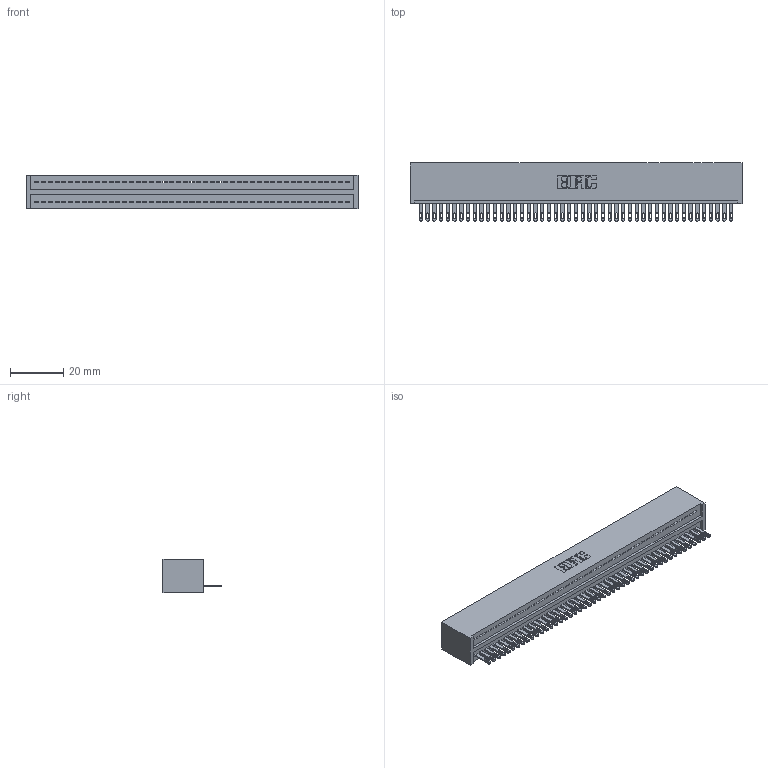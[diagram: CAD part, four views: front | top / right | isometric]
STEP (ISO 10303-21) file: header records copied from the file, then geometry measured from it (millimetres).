
FILE_DESCRIPTION (( 'STEP AP203' ), '1' );
FILE_NAME ('325-047-500-101.STEP', '2020-02-24T23:04:05', ( '' ), ( '' ), 'SwSTEP 2.0', 'SolidWorks 2016', '' );
FILE_SCHEMA (( 'CONFIG_CONTROL_DESIGN' ));
Length unit declared in the file: inch
Products named in the file (3): 325-292-001_325-293-100; 325-047-500-101; 325 Part_Lugless
Assembly tree (48 placements, depth 2):
  325-047-500-101
    325 Part_Lugless
    325-292-001_325-293-100  x47
Bounding box: 125.02 x 21.84 x 12.45 mm (x, y, z)
Volume: 16511.3 mm3; surface area: 18723.8 mm2
Topology: 48 solids, 48 shells, 2644 faces, 8183 edges, 5454 vertices
Faces by surface type: plane 1758, cylinder 886
Entity records: 27739 total; most frequent: CARTESIAN_POINT 4791, ORIENTED_EDGE 4774, DIRECTION 4025, EDGE_CURVE 2387, LINE 2263, VECTOR 2263, VERTEX_POINT 1590, AXIS2_PLACEMENT_3D 881
